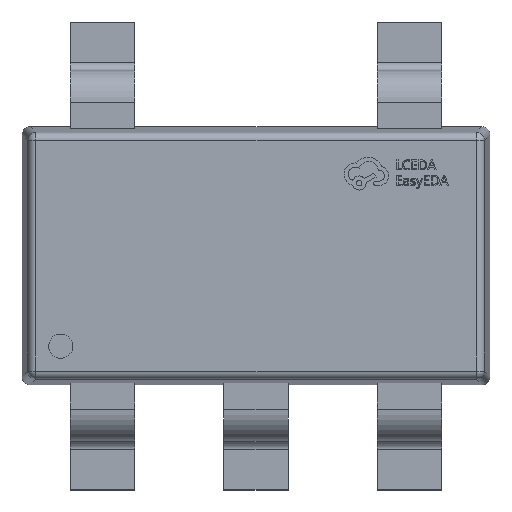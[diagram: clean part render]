
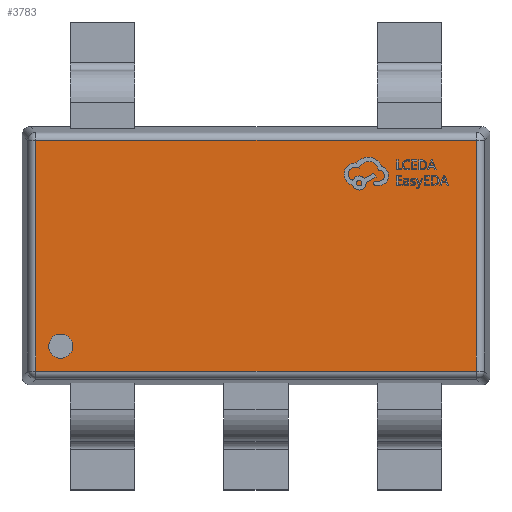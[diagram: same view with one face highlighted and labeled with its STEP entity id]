
A CAD part, top view. The second image highlights one B-rep face of the part: STEP entity #3783.
In plain terms, the highlighted planar face has unit normal (0, 0, 1).
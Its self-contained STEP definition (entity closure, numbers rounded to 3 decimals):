
#850 = EDGE_CURVE ( 'NONE', #5492, #10986, #3911, .T. ) ;
#1042 = CARTESIAN_POINT ( 'NONE',  ( -1.136, -0.561, 0.45 ) ) ;
#1192 = EDGE_LOOP ( 'NONE', ( #12820, #15938, #11892, #7364 ) ) ;
#1705 = EDGE_CURVE ( 'NONE', #10986, #18090, #9772, .T. ) ;
#1740 = VECTOR ( 'NONE', #16923, 1000. ) ;
#2700 = CARTESIAN_POINT ( 'NONE',  ( 0., -0.715, 0.45 ) ) ;
#2756 = VERTEX_POINT ( 'NONE', #17873 ) ;
#2977 = ORIENTED_EDGE ( 'NONE', *, *, #14356, .F. ) ;
#3442 = VECTOR ( 'NONE', #5404, 1000. ) ;
#3455 = AXIS2_PLACEMENT_3D ( 'NONE', #12804, #14110, #5929 ) ;
#3734 = CARTESIAN_POINT ( 'NONE',  ( -1.211, -0.561, 0.45 ) ) ;
#3783 = ADVANCED_FACE ( 'NONE', ( #11900, #4763 ), #13219, .F. ) ;
#3911 = LINE ( 'NONE', #17003, #3442 ) ;
#4296 = CARTESIAN_POINT ( 'NONE',  ( -1.365, 0.715, 0.45 ) ) ;
#4763 = FACE_BOUND ( 'NONE', #14879, .T. ) ;
#5404 = DIRECTION ( 'NONE',  ( 0., -1., 0. ) ) ;
#5492 = VERTEX_POINT ( 'NONE', #4296 ) ;
#5841 = EDGE_CURVE ( 'NONE', #11515, #9563, #9694, .T. ) ;
#5929 = DIRECTION ( 'NONE',  ( 1., 0., 0. ) ) ;
#6026 = EDGE_CURVE ( 'NONE', #18090, #2756, #18177, .T. ) ;
#6318 = CARTESIAN_POINT ( 'NONE',  ( -1.365, -0.715, 0.45 ) ) ;
#6428 = VECTOR ( 'NONE', #12351, 1000. ) ;
#6615 = DIRECTION ( 'NONE',  ( 1., 0., 0. ) ) ;
#6953 = LINE ( 'NONE', #8165, #6428 ) ;
#7009 = AXIS2_PLACEMENT_3D ( 'NONE', #3734, #16309, #6615 ) ;
#7364 = ORIENTED_EDGE ( 'NONE', *, *, #850, .T. ) ;
#7481 = CARTESIAN_POINT ( 'NONE',  ( -1.286, -0.561, 0.45 ) ) ;
#8017 = DIRECTION ( 'NONE',  ( -1., 0., 0. ) ) ;
#8165 = CARTESIAN_POINT ( 'NONE',  ( 0., 0.715, 0.45 ) ) ;
#8843 = CARTESIAN_POINT ( 'NONE',  ( 1.365, -0.715, 0.45 ) ) ;
#9563 = VERTEX_POINT ( 'NONE', #1042 ) ;
#9694 = CIRCLE ( 'NONE', #3455, 0.075 ) ;
#9772 = LINE ( 'NONE', #2700, #1740 ) ;
#9876 = ORIENTED_EDGE ( 'NONE', *, *, #5841, .F. ) ;
#10986 = VERTEX_POINT ( 'NONE', #6318 ) ;
#11136 = CIRCLE ( 'NONE', #7009, 0.075 ) ;
#11515 = VERTEX_POINT ( 'NONE', #7481 ) ;
#11892 = ORIENTED_EDGE ( 'NONE', *, *, #16426, .T. ) ;
#11900 = FACE_OUTER_BOUND ( 'NONE', #1192, .T. ) ;
#12313 = AXIS2_PLACEMENT_3D ( 'NONE', #13683, #16646, #8017 ) ;
#12351 = DIRECTION ( 'NONE',  ( -1., 0., 0. ) ) ;
#12659 = VECTOR ( 'NONE', #14930, 1000. ) ;
#12804 = CARTESIAN_POINT ( 'NONE',  ( -1.211, -0.561, 0.45 ) ) ;
#12820 = ORIENTED_EDGE ( 'NONE', *, *, #1705, .T. ) ;
#13219 = PLANE ( 'NONE',  #12313 ) ;
#13683 = CARTESIAN_POINT ( 'NONE',  ( 0., 0., 0.45 ) ) ;
#14110 = DIRECTION ( 'NONE',  ( 0., 0., 1. ) ) ;
#14356 = EDGE_CURVE ( 'NONE', #9563, #11515, #11136, .T. ) ;
#14879 = EDGE_LOOP ( 'NONE', ( #2977, #9876 ) ) ;
#14930 = DIRECTION ( 'NONE',  ( 0., 1., 0. ) ) ;
#15938 = ORIENTED_EDGE ( 'NONE', *, *, #6026, .T. ) ;
#16309 = DIRECTION ( 'NONE',  ( 0., 0., 1. ) ) ;
#16426 = EDGE_CURVE ( 'NONE', #2756, #5492, #6953, .T. ) ;
#16646 = DIRECTION ( 'NONE',  ( 0., 0., -1. ) ) ;
#16923 = DIRECTION ( 'NONE',  ( 1., 0., 0. ) ) ;
#17003 = CARTESIAN_POINT ( 'NONE',  ( -1.365, 0., 0.45 ) ) ;
#17823 = CARTESIAN_POINT ( 'NONE',  ( 1.365, 0., 0.45 ) ) ;
#17873 = CARTESIAN_POINT ( 'NONE',  ( 1.365, 0.715, 0.45 ) ) ;
#18090 = VERTEX_POINT ( 'NONE', #8843 ) ;
#18177 = LINE ( 'NONE', #17823, #12659 ) ;
